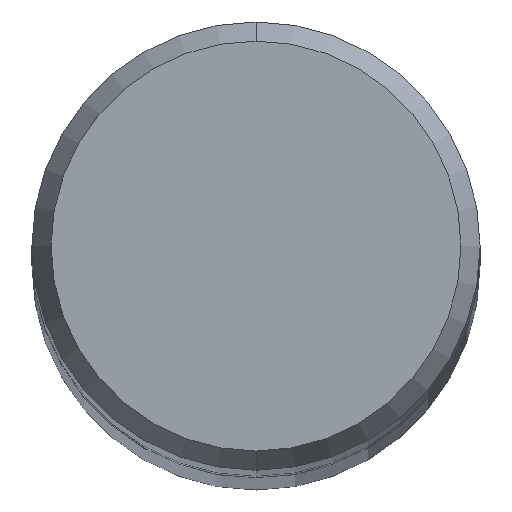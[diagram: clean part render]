
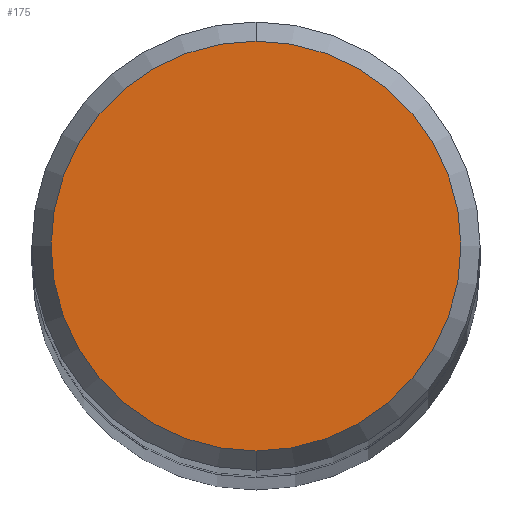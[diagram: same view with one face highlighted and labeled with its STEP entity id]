
A CAD part, top view. The second image highlights one B-rep face of the part: STEP entity #175.
In plain terms, the highlighted planar face has unit normal (0, 0, 1).
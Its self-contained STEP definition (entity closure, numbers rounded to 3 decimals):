
#145=EDGE_CURVE('',#147,#223,#300,.T.);
#147=VERTEX_POINT('',#302);
#175=ADVANCED_FACE('',(#334),#335,.T.);
#193=EDGE_CURVE('',#223,#147,#356,.T.);
#223=VERTEX_POINT('',#390);
#300=CIRCLE('',#481,4.901);
#302=CARTESIAN_POINT('',(0.,-4.901,0.0));
#334=FACE_OUTER_BOUND('',#522,.T.);
#335=PLANE('',#523);
#356=CIRCLE('',#551,4.901);
#390=CARTESIAN_POINT('',(0.0,4.901,0.0));
#481=AXIS2_PLACEMENT_3D('',#663,#664,#665);
#522=EDGE_LOOP('',(#701,#702));
#523=AXIS2_PLACEMENT_3D('',#703,#704,#705);
#551=AXIS2_PLACEMENT_3D('',#738,#739,#740);
#663=CARTESIAN_POINT('',(0.0,0.0,0.0));
#664=DIRECTION('',(0.0,0.0,-1.0));
#665=DIRECTION('',(0.0,1.0,0.0));
#701=ORIENTED_EDGE('',*,*,#193,.F.);
#702=ORIENTED_EDGE('',*,*,#145,.F.);
#703=CARTESIAN_POINT('',(0.0,2.451,0.0));
#704=DIRECTION('',(-0.0,0.0,1.0));
#705=DIRECTION('',(0.0,-1.0,0.0));
#738=CARTESIAN_POINT('',(0.0,0.0,0.0));
#739=DIRECTION('',(0.0,0.0,-1.0));
#740=DIRECTION('',(0.0,1.0,0.0));
